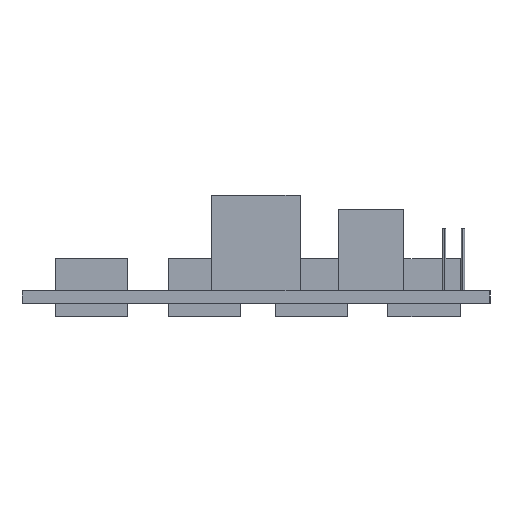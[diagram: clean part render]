
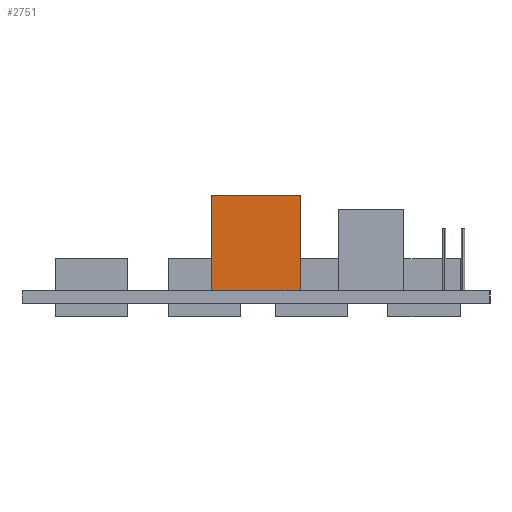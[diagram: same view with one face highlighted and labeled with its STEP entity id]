
A CAD part, left-side view. The second image highlights one B-rep face of the part: STEP entity #2751.
In plain terms, the highlighted planar face has unit normal (-1, 0, 0).
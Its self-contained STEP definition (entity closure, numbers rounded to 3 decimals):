
#226 = LINE ( 'NONE', #262, #1038 ) ;
#262 = CARTESIAN_POINT ( 'NONE',  ( -5., 37.77, 13. ) ) ;
#657 = FACE_OUTER_BOUND ( 'NONE', #3175, .T. ) ;
#698 = CARTESIAN_POINT ( 'NONE',  ( -5., 37.77, 0. ) ) ;
#968 = DIRECTION ( 'NONE',  ( 1., 0., 0. ) ) ;
#1038 = VECTOR ( 'NONE', #1098, 1000. ) ;
#1097 = VECTOR ( 'NONE', #2065, 1000. ) ;
#1098 = DIRECTION ( 'NONE',  ( 0., -1., 0. ) ) ;
#1185 = DIRECTION ( 'NONE',  ( 0., 0., -1. ) ) ;
#1195 = CARTESIAN_POINT ( 'NONE',  ( -5., 37.77, 0. ) ) ;
#1260 = EDGE_CURVE ( 'NONE', #1766, #2825, #2069, .T. ) ;
#1428 = ORIENTED_EDGE ( 'NONE', *, *, #1557, .T. ) ;
#1453 = EDGE_CURVE ( 'NONE', #2760, #1766, #226, .T. ) ;
#1465 = VECTOR ( 'NONE', #2428, 1000. ) ;
#1491 = LINE ( 'NONE', #1195, #1097 ) ;
#1498 = CARTESIAN_POINT ( 'NONE',  ( -5., 37.77, 13. ) ) ;
#1557 = EDGE_CURVE ( 'NONE', #1732, #2825, #1491, .T. ) ;
#1571 = PLANE ( 'NONE',  #3471 ) ;
#1732 = VERTEX_POINT ( 'NONE', #698 ) ;
#1766 = VERTEX_POINT ( 'NONE', #2439 ) ;
#1771 = CARTESIAN_POINT ( 'NONE',  ( -5., 25.77, 13. ) ) ;
#1815 = CARTESIAN_POINT ( 'NONE',  ( -5., 37.77, 13. ) ) ;
#1954 = CARTESIAN_POINT ( 'NONE',  ( -5., 37.77, 13. ) ) ;
#2065 = DIRECTION ( 'NONE',  ( 0., -1., 0. ) ) ;
#2069 = LINE ( 'NONE', #1771, #3345 ) ;
#2112 = LINE ( 'NONE', #1815, #1465 ) ;
#2428 = DIRECTION ( 'NONE',  ( 0., 0., -1. ) ) ;
#2439 = CARTESIAN_POINT ( 'NONE',  ( -5., 25.77, 13. ) ) ;
#2751 = ADVANCED_FACE ( 'NONE', ( #657 ), #1571, .F. ) ;
#2760 = VERTEX_POINT ( 'NONE', #1954 ) ;
#2786 = CARTESIAN_POINT ( 'NONE',  ( -5., 25.77, 0. ) ) ;
#2825 = VERTEX_POINT ( 'NONE', #2786 ) ;
#3012 = EDGE_CURVE ( 'NONE', #2760, #1732, #2112, .T. ) ;
#3175 = EDGE_LOOP ( 'NONE', ( #1428, #3738, #3773, #3728 ) ) ;
#3345 = VECTOR ( 'NONE', #1185, 1000. ) ;
#3471 = AXIS2_PLACEMENT_3D ( 'NONE', #1498, #968, #3676 ) ;
#3676 = DIRECTION ( 'NONE',  ( 0., 1., 0. ) ) ;
#3728 = ORIENTED_EDGE ( 'NONE', *, *, #3012, .T. ) ;
#3738 = ORIENTED_EDGE ( 'NONE', *, *, #1260, .F. ) ;
#3773 = ORIENTED_EDGE ( 'NONE', *, *, #1453, .F. ) ;
